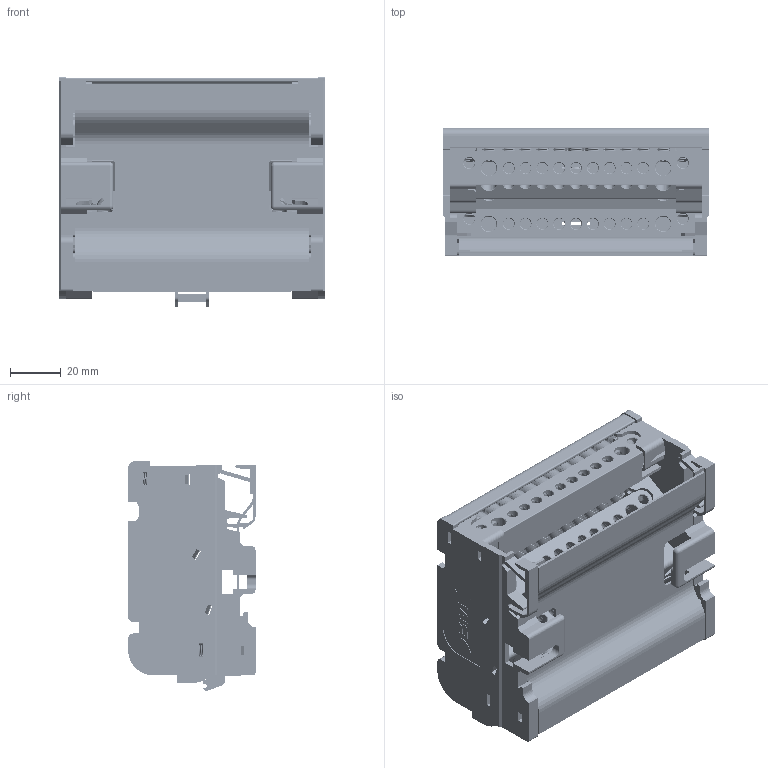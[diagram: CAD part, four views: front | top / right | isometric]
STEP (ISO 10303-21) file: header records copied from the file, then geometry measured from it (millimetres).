
FILE_DESCRIPTION (( 'STEP AP203' ), '1' );
FILE_NAME ('QM404013C.STEP', '2025-09-24T15:30:19', ( '' ), ( '' ), 'SwSTEP 2.0', 'SolidWorks 2022', '' );
FILE_SCHEMA (( 'CONFIG_CONTROL_DESIGN' ));
Length unit declared in the file: millimetre
Products named in the file (10): SG9907_11CON-chiuso; SC404013_SC9911; SG9907SX_logo grande; SABAR04013; QM404013C; SS9911_apertura foro; SP9911_SP9911; SAVTCR510G; SG9907_DX_senza logo ; SABUS04013
Assembly tree (27 placements, depth 3):
  QM404013C
    SG9907_11CON-chiuso
      SG9907SX_logo grande
    SS9911_apertura foro  x4
    SABAR04013  x4
      SABUS04013
      SAVTCR510G
    SP9911_SP9911
    SC404013_SC9911
    SG9907_DX_senza logo 
Bounding box: 104.7 x 50.15 x 90.21 mm (x, y, z)
Volume: 101189.6 mm3; surface area: 137279.7 mm2
Topology: 64 solids, 64 shells, 4928 faces, 13534 edges, 8750 vertices
Faces by surface type: cylinder 2030, plane 2017, bspline 461, cone 416, sphere 4
Entity records: 46745 total; most frequent: CARTESIAN_POINT 11192, ORIENTED_EDGE 7406, DIRECTION 6701, EDGE_CURVE 3703, LINE 2731, VECTOR 2731, VERTEX_POINT 2396, AXIS2_PLACEMENT_3D 1985
